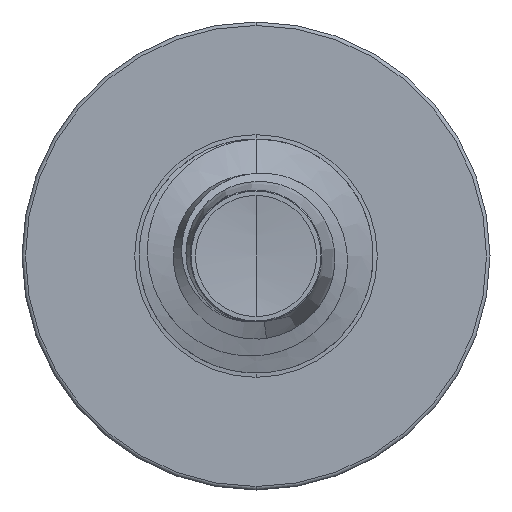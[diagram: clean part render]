
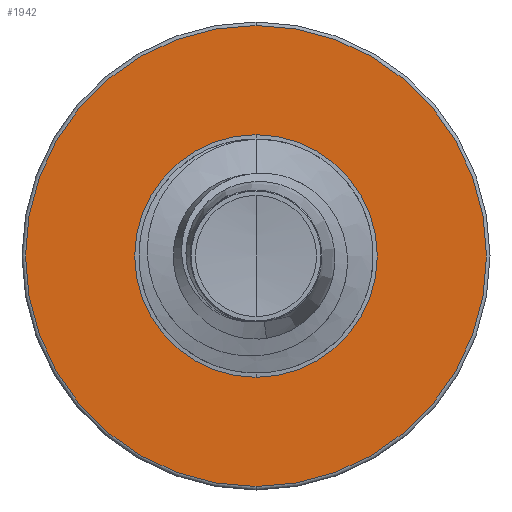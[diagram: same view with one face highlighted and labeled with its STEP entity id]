
A CAD part, front view. The second image highlights one B-rep face of the part: STEP entity #1942.
In plain terms, the highlighted planar face has unit normal (0, -1, 0).
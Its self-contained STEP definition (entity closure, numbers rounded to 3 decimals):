
#448 = CARTESIAN_POINT ( 'NONE',  ( 0., 3., 1.296 ) ) ;
#577 = CARTESIAN_POINT ( 'NONE',  ( 0., 3., -2.462 ) ) ;
#659 = AXIS2_PLACEMENT_3D ( 'NONE', #6676, #6631, #6616 ) ;
#834 = CARTESIAN_POINT ( 'NONE',  ( 0., 3., -1.296 ) ) ;
#1033 = FACE_BOUND ( 'NONE', #11082, .T. ) ;
#1282 = DIRECTION ( 'NONE',  ( 0., 0., 1. ) ) ;
#1298 = DIRECTION ( 'NONE',  ( 0., 1., 0. ) ) ;
#1316 = CARTESIAN_POINT ( 'NONE',  ( 0., 3., -1.296 ) ) ;
#1583 = PLANE ( 'NONE',  #11296 ) ;
#1843 = ORIENTED_EDGE ( 'NONE', *, *, #9735, .T. ) ;
#1906 = ORIENTED_EDGE ( 'NONE', *, *, #10972, .T. ) ;
#1942 = ADVANCED_FACE ( 'NONE', ( #10572, #1033 ), #1583, .F. ) ;
#2083 = VERTEX_POINT ( 'NONE', #834 ) ;
#2191 = EDGE_CURVE ( 'NONE', #9733, #7672, #5385, .T. ) ;
#2788 = AXIS2_PLACEMENT_3D ( 'NONE', #4707, #4696, #4689 ) ;
#4033 = AXIS2_PLACEMENT_3D ( 'NONE', #7674, #7671, #7662 ) ;
#4592 = VERTEX_POINT ( 'NONE', #448 ) ;
#4689 = DIRECTION ( 'NONE',  ( 0., 0., 1. ) ) ;
#4696 = DIRECTION ( 'NONE',  ( 0., 1., 0. ) ) ;
#4707 = CARTESIAN_POINT ( 'NONE',  ( 0., 3., 0. ) ) ;
#4772 = CARTESIAN_POINT ( 'NONE',  ( 0., 3., 2.463 ) ) ;
#5385 = CIRCLE ( 'NONE', #4033, 2.463 ) ;
#5528 = DIRECTION ( 'NONE',  ( 0., 0., 1. ) ) ;
#5539 = DIRECTION ( 'NONE',  ( 0., 1., 0. ) ) ;
#5559 = CARTESIAN_POINT ( 'NONE',  ( 0., 3., 0. ) ) ;
#6035 = CIRCLE ( 'NONE', #2788, 1.296 ) ;
#6616 = DIRECTION ( 'NONE',  ( 0., 0., 1. ) ) ;
#6631 = DIRECTION ( 'NONE',  ( 0., 1., 0. ) ) ;
#6676 = CARTESIAN_POINT ( 'NONE',  ( 0., 3., 0. ) ) ;
#7662 = DIRECTION ( 'NONE',  ( 0., 0., 1. ) ) ;
#7671 = DIRECTION ( 'NONE',  ( 0., 1., 0. ) ) ;
#7672 = VERTEX_POINT ( 'NONE', #577 ) ;
#7674 = CARTESIAN_POINT ( 'NONE',  ( 0., 3., 0. ) ) ;
#8581 = ORIENTED_EDGE ( 'NONE', *, *, #9294, .F. ) ;
#8971 = ORIENTED_EDGE ( 'NONE', *, *, #2191, .F. ) ;
#9294 = EDGE_CURVE ( 'NONE', #7672, #9733, #9375, .T. ) ;
#9375 = CIRCLE ( 'NONE', #659, 2.463 ) ;
#9733 = VERTEX_POINT ( 'NONE', #4772 ) ;
#9735 = EDGE_CURVE ( 'NONE', #4592, #2083, #6035, .T. ) ;
#10572 = FACE_OUTER_BOUND ( 'NONE', #11454, .T. ) ;
#10972 = EDGE_CURVE ( 'NONE', #2083, #4592, #11432, .T. ) ;
#11082 = EDGE_LOOP ( 'NONE', ( #1843, #1906 ) ) ;
#11251 = AXIS2_PLACEMENT_3D ( 'NONE', #5559, #5539, #5528 ) ;
#11296 = AXIS2_PLACEMENT_3D ( 'NONE', #1316, #1298, #1282 ) ;
#11432 = CIRCLE ( 'NONE', #11251, 1.296 ) ;
#11454 = EDGE_LOOP ( 'NONE', ( #8971, #8581 ) ) ;
